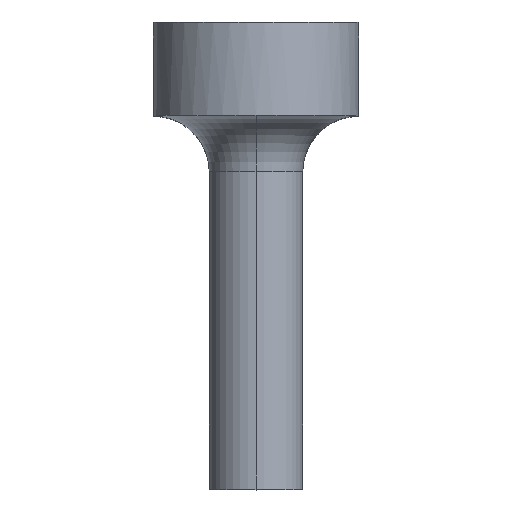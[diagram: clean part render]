
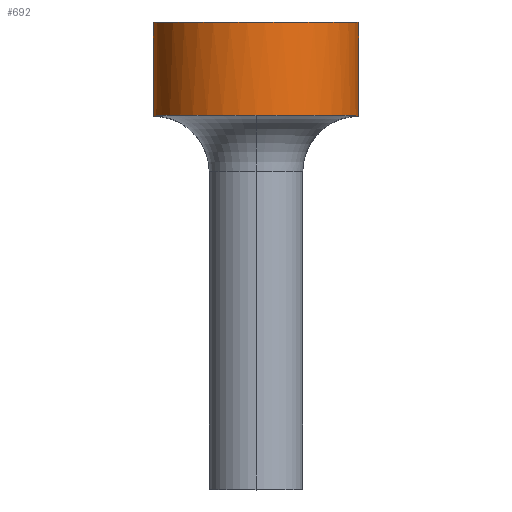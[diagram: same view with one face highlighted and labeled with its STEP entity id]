
A CAD part, top view. The second image highlights one B-rep face of the part: STEP entity #692.
In plain terms, the highlighted cylindrical face has radius 5.5 mm (diameter 11 mm), a partial arc.
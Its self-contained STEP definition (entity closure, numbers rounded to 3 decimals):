
#30 = CARTESIAN_POINT ( 'NONE',  ( 4.608, 0., 9.498 ) ) ;
#34 = DIRECTION ( 'NONE',  ( 0., 0., -1. ) ) ;
#79 = CARTESIAN_POINT ( 'NONE',  ( 0., 5., 12.5 ) ) ;
#87 = CARTESIAN_POINT ( 'NONE',  ( 0., 5., 12.5 ) ) ;
#99 = CIRCLE ( 'NONE', #502, 5.5 ) ;
#109 = ORIENTED_EDGE ( 'NONE', *, *, #176, .T. ) ;
#124 = DIRECTION ( 'NONE',  ( 0., 1., 0. ) ) ;
#125 = DIRECTION ( 'NONE',  ( 0., 0., 1. ) ) ;
#132 = DIRECTION ( 'NONE',  ( 0., 0., 1. ) ) ;
#175 = CIRCLE ( 'NONE', #435, 5.5 ) ;
#176 = EDGE_CURVE ( 'NONE', #297, #606, #99, .T. ) ;
#193 = EDGE_LOOP ( 'NONE', ( #109, #488, #474, #569, #728 ) ) ;
#202 = EDGE_CURVE ( 'NONE', #606, #389, #175, .T. ) ;
#244 = CARTESIAN_POINT ( 'NONE',  ( 4.608, 5., 9.498 ) ) ;
#297 = VERTEX_POINT ( 'NONE', #751 ) ;
#299 = CARTESIAN_POINT ( 'NONE',  ( 0., 0., 12.5 ) ) ;
#319 = FACE_OUTER_BOUND ( 'NONE', #193, .T. ) ;
#369 = LINE ( 'NONE', #244, #676 ) ;
#389 = VERTEX_POINT ( 'NONE', #30 ) ;
#419 = VECTOR ( 'NONE', #654, 1000. ) ;
#427 = EDGE_CURVE ( 'NONE', #469, #297, #523, .T. ) ;
#428 = CARTESIAN_POINT ( 'NONE',  ( 0., 0., 12.5 ) ) ;
#435 = AXIS2_PLACEMENT_3D ( 'NONE', #428, #489, #132 ) ;
#444 = DIRECTION ( 'NONE',  ( 0., 1., 0. ) ) ;
#449 = CARTESIAN_POINT ( 'NONE',  ( 0., 0., 18. ) ) ;
#469 = VERTEX_POINT ( 'NONE', #573 ) ;
#474 = ORIENTED_EDGE ( 'NONE', *, *, #782, .F. ) ;
#488 = ORIENTED_EDGE ( 'NONE', *, *, #202, .T. ) ;
#489 = DIRECTION ( 'NONE',  ( 0., 1., 0. ) ) ;
#502 = AXIS2_PLACEMENT_3D ( 'NONE', #299, #124, #626 ) ;
#518 = CYLINDRICAL_SURFACE ( 'NONE', #774, 5.5 ) ;
#523 = LINE ( 'NONE', #590, #419 ) ;
#524 = CIRCLE ( 'NONE', #688, 5.5 ) ;
#556 = DIRECTION ( 'NONE',  ( 0., -1., 0. ) ) ;
#569 = ORIENTED_EDGE ( 'NONE', *, *, #639, .F. ) ;
#571 = DIRECTION ( 'NONE',  ( 0., -1., 0. ) ) ;
#573 = CARTESIAN_POINT ( 'NONE',  ( -4.608, 5., 9.498 ) ) ;
#590 = CARTESIAN_POINT ( 'NONE',  ( -4.608, 5., 9.498 ) ) ;
#606 = VERTEX_POINT ( 'NONE', #449 ) ;
#626 = DIRECTION ( 'NONE',  ( 0., 0., 1. ) ) ;
#639 = EDGE_CURVE ( 'NONE', #469, #670, #524, .T. ) ;
#654 = DIRECTION ( 'NONE',  ( 0., -1., 0. ) ) ;
#670 = VERTEX_POINT ( 'NONE', #684 ) ;
#676 = VECTOR ( 'NONE', #556, 1000. ) ;
#684 = CARTESIAN_POINT ( 'NONE',  ( 4.608, 5., 9.498 ) ) ;
#688 = AXIS2_PLACEMENT_3D ( 'NONE', #87, #444, #125 ) ;
#692 = ADVANCED_FACE ( 'NONE', ( #319 ), #518, .T. ) ;
#728 = ORIENTED_EDGE ( 'NONE', *, *, #427, .T. ) ;
#751 = CARTESIAN_POINT ( 'NONE',  ( -4.608, 0., 9.498 ) ) ;
#774 = AXIS2_PLACEMENT_3D ( 'NONE', #79, #571, #34 ) ;
#782 = EDGE_CURVE ( 'NONE', #670, #389, #369, .T. ) ;
